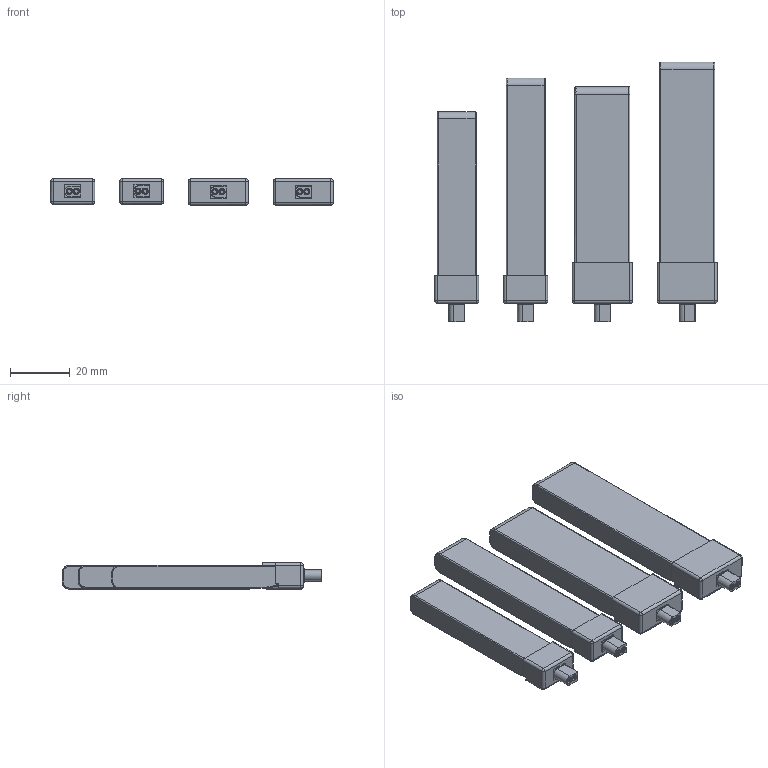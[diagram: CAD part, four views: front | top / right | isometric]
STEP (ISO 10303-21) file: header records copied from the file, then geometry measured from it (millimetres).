
FILE_DESCRIPTION(('FreeCAD Model'),'2;1');
FILE_NAME('Open CASCADE Shape Model','2025-05-03T21:34:18',('FreeCAD'),( 'FreeCAD'),'Open CASCADE STEP processor 7.6','FreeCAD','Unknown');
FILE_SCHEMA(('AUTOMOTIVE_DESIGN { 1 0 10303 214 1 1 1 1 }'));
Length unit declared in the file: millimetre
Products named in the file (1): Open CASCADE STEP translator 7.6 1
Bounding box: 94.29 x 86.7 x 8.77 mm (x, y, z)
Volume: 34947 mm3; surface area: 19749.5 mm2
Topology: 16 solids, 16 shells, 516 faces, 1212 edges, 748 vertices
Faces by surface type: bspline 516
Entity records: 14232 total; most frequent: CARTESIAN_POINT 7289, ORIENTED_EDGE 2424, EDGE_CURVE 1212, VERTEX_POINT 748, B_SPLINE_CURVE_WITH_KNOTS 680, FACE_BOUND 536, EDGE_LOOP 536, ADVANCED_FACE 516
